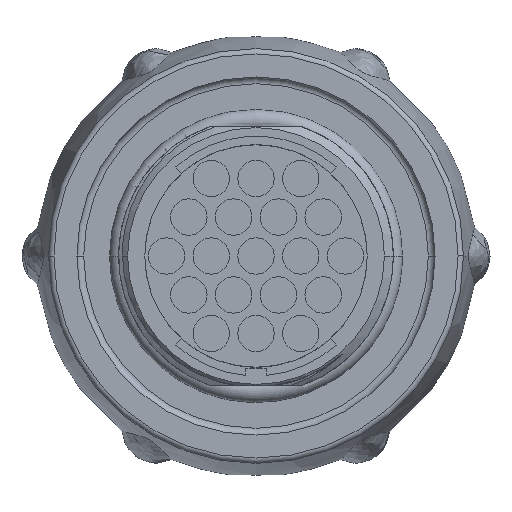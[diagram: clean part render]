
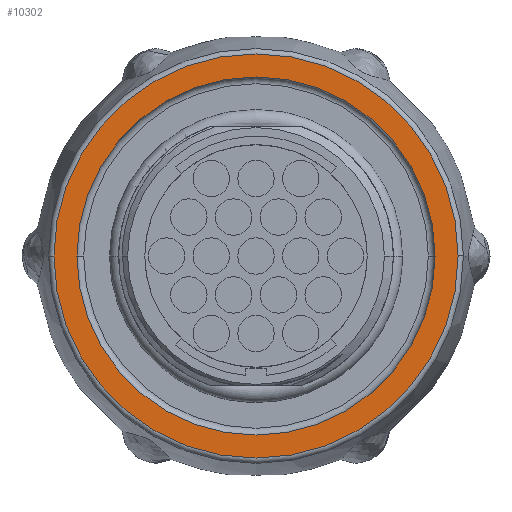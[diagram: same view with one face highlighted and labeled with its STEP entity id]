
A CAD part, front view. The second image highlights one B-rep face of the part: STEP entity #10302.
In plain terms, the highlighted planar face has unit normal (0, -1, 0).
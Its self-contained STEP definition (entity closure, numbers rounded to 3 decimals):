
#1781=CARTESIAN_POINT('',(0.,-11.45,0.));
#1782=DIRECTION('',(0.,1.,0.));
#1783=DIRECTION('',(-1.,0.,0.));
#1784=AXIS2_PLACEMENT_3D('',#1781,#1782,#1783);
#1786=CARTESIAN_POINT('',(0.,-11.45,0.));
#1787=DIRECTION('',(0.,1.,0.));
#1788=DIRECTION('',(1.,0.,0.));
#1789=AXIS2_PLACEMENT_3D('',#1786,#1787,#1788);
#1791=CARTESIAN_POINT('',(0.,-11.45,0.));
#1792=DIRECTION('',(0.,1.,0.));
#1793=DIRECTION('',(-1.,0.,0.));
#1794=AXIS2_PLACEMENT_3D('',#1791,#1792,#1793);
#5358=CARTESIAN_POINT('',(0.,-11.45,0.));
#5359=DIRECTION('',(0.,-1.,0.));
#5360=DIRECTION('',(-1.,0.,0.));
#5361=AXIS2_PLACEMENT_3D('',#5358,#5359,#5360);
#7554=CARTESIAN_POINT('',(-13.2,-11.45,0.));
#7555=CARTESIAN_POINT('',(13.2,-11.45,0.));
#7556=VERTEX_POINT('',#7554);
#7557=VERTEX_POINT('',#7555);
#7593=CARTESIAN_POINT('',(-14.896,-11.45,0.));
#7594=CARTESIAN_POINT('',(14.896,-11.45,0.));
#7595=VERTEX_POINT('',#7593);
#7596=VERTEX_POINT('',#7594);
#10287=CARTESIAN_POINT('',(0.,-11.45,0.));
#10288=DIRECTION('',(0.,1.,0.));
#10289=DIRECTION('',(1.,0.,0.));
#10290=AXIS2_PLACEMENT_3D('',#10287,#10288,#10289);
#10291=PLANE('',#10290);
#10292=ORIENTED_EDGE('',*,*,#10281,.T.);
#10293=ORIENTED_EDGE('',*,*,#10267,.T.);
#10294=EDGE_LOOP('',(#10292,#10293));
#10295=FACE_OUTER_BOUND('',#10294,.F.);
#10297=ORIENTED_EDGE('',*,*,#10296,.F.);
#10299=ORIENTED_EDGE('',*,*,#10298,.T.);
#10300=EDGE_LOOP('',(#10297,#10299));
#10301=FACE_BOUND('',#10300,.F.);
#10302=ADVANCED_FACE('',(#10295,#10301),#10291,.F.);
#1785=CIRCLE('',#1784,14.896);
#1790=CIRCLE('',#1789,14.896);
#1795=CIRCLE('',#1794,13.2);
#5362=CIRCLE('',#5361,13.2);
#10267=EDGE_CURVE('',#7596,#7595,#1790,.T.);
#10281=EDGE_CURVE('',#7595,#7596,#1785,.T.);
#10296=EDGE_CURVE('',#7556,#7557,#1795,.T.);
#10298=EDGE_CURVE('',#7556,#7557,#5362,.T.);
